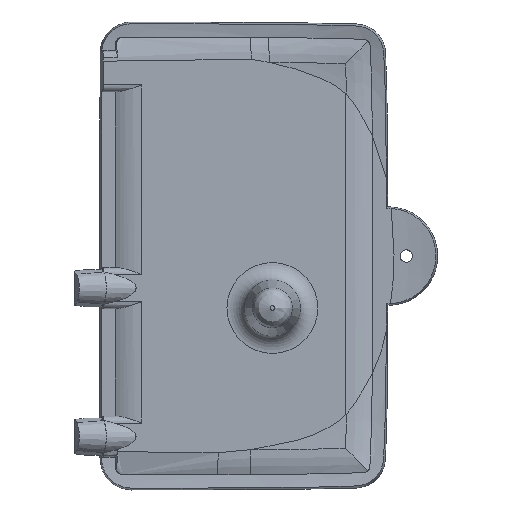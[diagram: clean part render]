
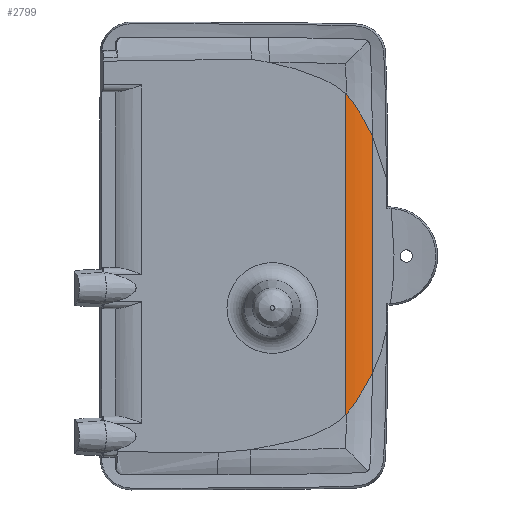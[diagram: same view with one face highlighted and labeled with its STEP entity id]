
A CAD part, top view. The second image highlights one B-rep face of the part: STEP entity #2799.
In plain terms, the highlighted cylindrical face has radius 8 mm (diameter 16 mm), a partial arc.
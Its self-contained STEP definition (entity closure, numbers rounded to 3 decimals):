
#30=CYLINDRICAL_SURFACE('',#2935,8.);
#351=B_SPLINE_CURVE_WITH_KNOTS('',3,(#10347,#10348,#10349,#10350,#10351,
#10352),.UNSPECIFIED.,.F.,.F.,(4,2,4),(-0.519,-0.263,
0.),.UNSPECIFIED.);
#361=B_SPLINE_CURVE_WITH_KNOTS('',3,(#10414,#10415,#10416,#10417,#10418,
#10419,#10420,#10421,#10422,#10423),.UNSPECIFIED.,.F.,.F.,(4,3,3,4),(0.,
0.002,0.005,0.011),
 .UNSPECIFIED.);
#362=B_SPLINE_CURVE_WITH_KNOTS('',3,(#10426,#10427,#10428,#10429,#10430,
#10431),.UNSPECIFIED.,.F.,.F.,(4,2,4),(0.,0.359,0.707),
 .UNSPECIFIED.);
#363=B_SPLINE_CURVE_WITH_KNOTS('',3,(#10432,#10433,#10434,#10435,#10436,
#10437,#10438,#10439,#10440,#10441,#10442,#10443,#10444),.UNSPECIFIED.,
 .F.,.F.,(4,3,3,3,4),(0.127,0.13,0.136,
0.138,0.139),.UNSPECIFIED.);
#560=FACE_OUTER_BOUND('',#677,.T.);
#677=EDGE_LOOP('',(#2437,#2438,#2439,#2440,#2441,#2442));
#711=LINE('',#3449,#786);
#771=LINE('',#10424,#846);
#786=VECTOR('',#2996,8.);
#846=VECTOR('',#3244,10.);
#921=VERTEX_POINT('',#3371);
#922=VERTEX_POINT('',#3448);
#1067=VERTEX_POINT('',#6378);
#1206=VERTEX_POINT('',#10269);
#1207=VERTEX_POINT('',#10346);
#1216=VERTEX_POINT('',#10425);
#1291=EDGE_CURVE('',#922,#921,#711,.T.);
#1660=EDGE_CURVE('',#1206,#1207,#351,.T.);
#1670=EDGE_CURVE('',#921,#1207,#361,.T.);
#1671=EDGE_CURVE('',#1067,#1206,#771,.T.);
#1672=EDGE_CURVE('',#1067,#1216,#362,.T.);
#1673=EDGE_CURVE('',#1216,#922,#363,.T.);
#2437=ORIENTED_EDGE('',*,*,#1291,.T.);
#2438=ORIENTED_EDGE('',*,*,#1670,.T.);
#2439=ORIENTED_EDGE('',*,*,#1660,.F.);
#2440=ORIENTED_EDGE('',*,*,#1671,.F.);
#2441=ORIENTED_EDGE('',*,*,#1672,.T.);
#2442=ORIENTED_EDGE('',*,*,#1673,.T.);
#2799=ADVANCED_FACE('',(#560),#30,.T.);
#2935=AXIS2_PLACEMENT_3D('',#10413,#3242,#3243);
#2996=DIRECTION('',(0.,-1.,0.));
#3242=DIRECTION('center_axis',(0.,-1.,0.));
#3243=DIRECTION('ref_axis',(0.484,0.,0.875));
#3244=DIRECTION('',(0.,-1.,0.));
#3371=CARTESIAN_POINT('',(60.755,-23.502,-27.77));
#3448=CARTESIAN_POINT('',(60.755,23.525,-27.77));
#3449=CARTESIAN_POINT('',(60.755,-15.348,-27.77));
#6378=CARTESIAN_POINT('',(64.628,17.446,-28.77));
#10269=CARTESIAN_POINT('',(64.628,-17.41,-28.77));
#10346=CARTESIAN_POINT('',(60.831,-23.421,-27.77));
#10347=CARTESIAN_POINT('Ctrl Pts',(64.628,-17.41,-28.77));
#10348=CARTESIAN_POINT('Ctrl Pts',(63.984,-18.494,-28.414));
#10349=CARTESIAN_POINT('Ctrl Pts',(63.424,-19.682,-28.196));
#10350=CARTESIAN_POINT('Ctrl Pts',(62.054,-21.929,-27.844));
#10351=CARTESIAN_POINT('Ctrl Pts',(61.396,-22.752,-27.776));
#10352=CARTESIAN_POINT('Ctrl Pts',(60.831,-23.421,-27.77));
#10413=CARTESIAN_POINT('Origin',(60.755,-15.348,-35.77));
#10414=CARTESIAN_POINT('Ctrl Pts',(60.755,-23.502,-27.77));
#10415=CARTESIAN_POINT('Ctrl Pts',(60.759,-23.498,-27.77));
#10416=CARTESIAN_POINT('Ctrl Pts',(60.764,-23.494,-27.77));
#10417=CARTESIAN_POINT('Ctrl Pts',(60.768,-23.489,-27.77));
#10418=CARTESIAN_POINT('Ctrl Pts',(60.774,-23.483,-27.77));
#10419=CARTESIAN_POINT('Ctrl Pts',(60.781,-23.476,-27.77));
#10420=CARTESIAN_POINT('Ctrl Pts',(60.787,-23.47,-27.77));
#10421=CARTESIAN_POINT('Ctrl Pts',(60.802,-23.454,-27.77));
#10422=CARTESIAN_POINT('Ctrl Pts',(60.817,-23.437,-27.77));
#10423=CARTESIAN_POINT('Ctrl Pts',(60.831,-23.421,-27.77));
#10424=CARTESIAN_POINT('',(64.628,-15.348,-28.77));
#10425=CARTESIAN_POINT('',(60.842,23.437,-27.77));
#10426=CARTESIAN_POINT('Ctrl Pts',(64.628,17.446,-28.77));
#10427=CARTESIAN_POINT('Ctrl Pts',(64.065,18.453,-28.458));
#10428=CARTESIAN_POINT('Ctrl Pts',(63.483,19.589,-28.222));
#10429=CARTESIAN_POINT('Ctrl Pts',(62.261,21.641,-27.888));
#10430=CARTESIAN_POINT('Ctrl Pts',(61.62,22.553,-27.779));
#10431=CARTESIAN_POINT('Ctrl Pts',(60.842,23.437,-27.77));
#10432=CARTESIAN_POINT('Ctrl Pts',(60.842,23.437,-27.77));
#10433=CARTESIAN_POINT('Ctrl Pts',(60.835,23.445,-27.77));
#10434=CARTESIAN_POINT('Ctrl Pts',(60.827,23.453,-27.77));
#10435=CARTESIAN_POINT('Ctrl Pts',(60.82,23.46,-27.77));
#10436=CARTESIAN_POINT('Ctrl Pts',(60.808,23.474,-27.77));
#10437=CARTESIAN_POINT('Ctrl Pts',(60.795,23.487,-27.77));
#10438=CARTESIAN_POINT('Ctrl Pts',(60.782,23.499,-27.77));
#10439=CARTESIAN_POINT('Ctrl Pts',(60.777,23.504,-27.77));
#10440=CARTESIAN_POINT('Ctrl Pts',(60.772,23.509,-27.77));
#10441=CARTESIAN_POINT('Ctrl Pts',(60.767,23.514,-27.77));
#10442=CARTESIAN_POINT('Ctrl Pts',(60.763,23.517,-27.77));
#10443=CARTESIAN_POINT('Ctrl Pts',(60.759,23.521,-27.77));
#10444=CARTESIAN_POINT('Ctrl Pts',(60.755,23.525,-27.77));
